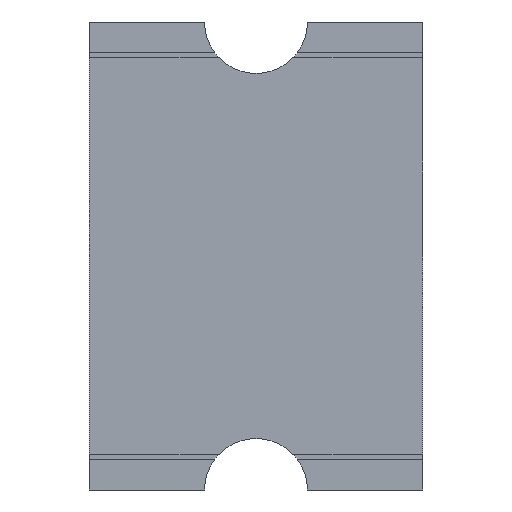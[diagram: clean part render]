
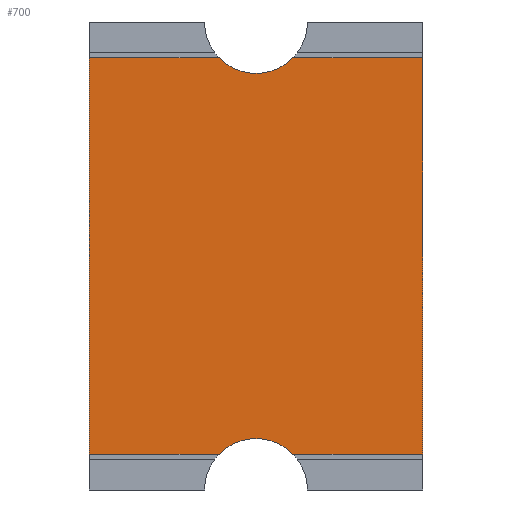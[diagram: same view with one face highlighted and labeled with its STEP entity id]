
A CAD part, front view. The second image highlights one B-rep face of the part: STEP entity #700.
In plain terms, the highlighted planar face has unit normal (0, -1, 0).
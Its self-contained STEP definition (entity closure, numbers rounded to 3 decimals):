
#18=CARTESIAN_POINT('',(0.,0.,-2.275));
#19=DIRECTION('',(0.,-1.,0.));
#20=DIRECTION('',(0.714,0.,0.7));
#21=AXIS2_PLACEMENT_3D('',#18,#19,#20);
#23=DIRECTION('',(1.,0.,0.));
#24=VECTOR('',#23,1.263);
#25=CARTESIAN_POINT('',(-1.62,0.,-1.925));
#26=LINE('',#25,#24);
#27=DIRECTION('',(0.,0.,1.));
#28=VECTOR('',#27,3.85);
#29=CARTESIAN_POINT('',(-1.62,0.,-1.925));
#30=LINE('',#29,#28);
#31=DIRECTION('',(1.,0.,0.));
#32=VECTOR('',#31,1.263);
#33=CARTESIAN_POINT('',(-1.62,0.,1.925));
#34=LINE('',#33,#32);
#35=CARTESIAN_POINT('',(0.,0.,2.275));
#36=DIRECTION('',(0.,-1.,0.));
#37=DIRECTION('',(-0.714,0.,-0.7));
#38=AXIS2_PLACEMENT_3D('',#35,#36,#37);
#40=DIRECTION('',(1.,0.,0.));
#41=VECTOR('',#40,1.263);
#42=CARTESIAN_POINT('',(0.357,0.,1.925));
#43=LINE('',#42,#41);
#44=DIRECTION('',(0.,0.,-1.));
#45=VECTOR('',#44,3.85);
#46=CARTESIAN_POINT('',(1.62,0.,1.925));
#47=LINE('',#46,#45);
#48=DIRECTION('',(1.,0.,0.));
#49=VECTOR('',#48,1.263);
#50=CARTESIAN_POINT('',(0.357,0.,-1.925));
#51=LINE('',#50,#49);
#609=CARTESIAN_POINT('',(-0.357,0.,-1.925));
#610=VERTEX_POINT('',#609);
#611=CARTESIAN_POINT('',(0.357,0.,-1.925));
#612=VERTEX_POINT('',#611);
#621=CARTESIAN_POINT('',(0.357,0.,1.925));
#622=VERTEX_POINT('',#621);
#623=CARTESIAN_POINT('',(-0.357,0.,1.925));
#624=VERTEX_POINT('',#623);
#637=CARTESIAN_POINT('',(-1.62,0.,1.925));
#638=VERTEX_POINT('',#637);
#639=CARTESIAN_POINT('',(1.62,0.,1.925));
#640=VERTEX_POINT('',#639);
#649=CARTESIAN_POINT('',(-1.62,0.,-1.925));
#650=VERTEX_POINT('',#649);
#651=CARTESIAN_POINT('',(1.62,0.,-1.925));
#652=VERTEX_POINT('',#651);
#677=CARTESIAN_POINT('',(0.,0.,0.));
#678=DIRECTION('',(0.,1.,0.));
#679=DIRECTION('',(0.,0.,1.));
#680=AXIS2_PLACEMENT_3D('',#677,#678,#679);
#681=PLANE('',#680);
#683=ORIENTED_EDGE('',*,*,#682,.T.);
#685=ORIENTED_EDGE('',*,*,#684,.F.);
#687=ORIENTED_EDGE('',*,*,#686,.T.);
#689=ORIENTED_EDGE('',*,*,#688,.T.);
#691=ORIENTED_EDGE('',*,*,#690,.T.);
#693=ORIENTED_EDGE('',*,*,#692,.T.);
#695=ORIENTED_EDGE('',*,*,#694,.T.);
#697=ORIENTED_EDGE('',*,*,#696,.F.);
#698=EDGE_LOOP('',(#683,#685,#687,#689,#691,#693,#695,#697));
#699=FACE_OUTER_BOUND('',#698,.F.);
#22=CIRCLE('',#21,0.5);
#39=CIRCLE('',#38,0.5);
#682=EDGE_CURVE('',#612,#610,#22,.T.);
#684=EDGE_CURVE('',#650,#610,#26,.T.);
#686=EDGE_CURVE('',#650,#638,#30,.T.);
#688=EDGE_CURVE('',#638,#624,#34,.T.);
#690=EDGE_CURVE('',#624,#622,#39,.T.);
#692=EDGE_CURVE('',#622,#640,#43,.T.);
#694=EDGE_CURVE('',#640,#652,#47,.T.);
#696=EDGE_CURVE('',#612,#652,#51,.T.);
#700=ADVANCED_FACE('',(#699),#681,.F.);
